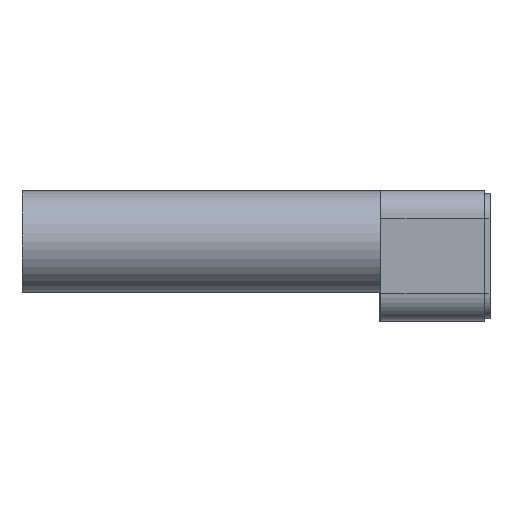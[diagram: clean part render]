
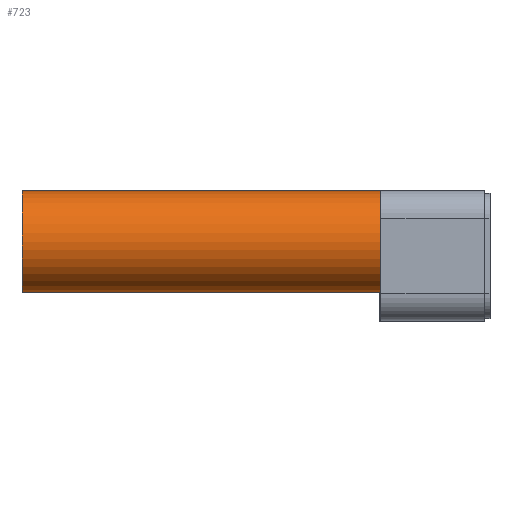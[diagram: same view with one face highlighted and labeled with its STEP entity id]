
A CAD part, top view. The second image highlights one B-rep face of the part: STEP entity #723.
In plain terms, the highlighted cylindrical face has radius 3.7 mm (diameter 7.4 mm), a full revolution.
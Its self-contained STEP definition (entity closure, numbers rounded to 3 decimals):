
#92=FACE_OUTER_BOUND('',#138,.T.);
#138=EDGE_LOOP('',(#654,#655,#656,#657));
#213=LINE('',#1218,#286);
#286=VECTOR('',#1008,3.7);
#295=CIRCLE('',#761,3.7);
#310=CIRCLE('',#791,3.7);
#331=VERTEX_POINT('',#1082);
#367=VERTEX_POINT('',#1182);
#407=EDGE_CURVE('',#331,#331,#295,.T.);
#456=EDGE_CURVE('',#367,#367,#310,.F.);
#473=EDGE_CURVE('',#367,#331,#213,.T.);
#654=ORIENTED_EDGE('',*,*,#456,.T.);
#655=ORIENTED_EDGE('',*,*,#473,.T.);
#656=ORIENTED_EDGE('',*,*,#407,.F.);
#657=ORIENTED_EDGE('',*,*,#473,.F.);
#685=CYLINDRICAL_SURFACE('',#804,3.7);
#723=ADVANCED_FACE('',(#92),#685,.T.);
#761=AXIS2_PLACEMENT_3D('',#1083,#874,#875);
#791=AXIS2_PLACEMENT_3D('',#1183,#968,#969);
#804=AXIS2_PLACEMENT_3D('',#1217,#1006,#1007);
#874=DIRECTION('center_axis',(-1.,0.,0.));
#875=DIRECTION('ref_axis',(0.,0.707,0.707));
#968=DIRECTION('center_axis',(1.,0.,0.));
#969=DIRECTION('ref_axis',(0.,0.707,0.707));
#1006=DIRECTION('center_axis',(1.,0.,0.));
#1007=DIRECTION('ref_axis',(0.,-1.,0.));
#1008=DIRECTION('',(-1.,0.,0.));
#1082=CARTESIAN_POINT('',(-16.5,-28.447,-6.236));
#1083=CARTESIAN_POINT('Origin',(-16.5,-32.147,-6.236));
#1182=CARTESIAN_POINT('',(9.57,-28.447,-6.236));
#1183=CARTESIAN_POINT('Origin',(9.57,-32.147,-6.236));
#1217=CARTESIAN_POINT('Origin',(0.,-32.147,-6.236));
#1218=CARTESIAN_POINT('',(0.,-28.447,-6.236));
